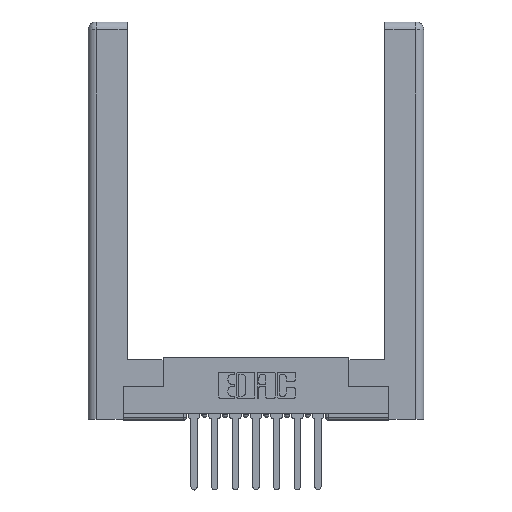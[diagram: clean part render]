
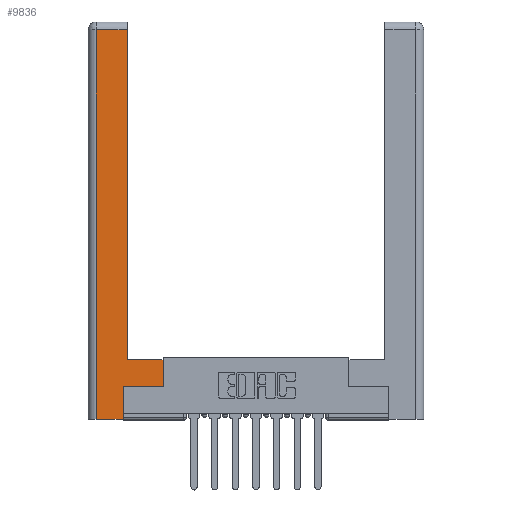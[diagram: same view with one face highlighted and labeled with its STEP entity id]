
A CAD part, top view. The second image highlights one B-rep face of the part: STEP entity #9836.
In plain terms, the highlighted planar face has unit normal (0, 0, 1).
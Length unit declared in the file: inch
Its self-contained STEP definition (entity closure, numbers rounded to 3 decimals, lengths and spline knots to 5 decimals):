
#61 = CARTESIAN_POINT ( 'NONE',  ( 0.0615, 0., 0. ) ) ;
#133 = CARTESIAN_POINT ( 'NONE',  ( 0.0615, 2.94, 0. ) ) ;
#270 = VECTOR ( 'NONE', #4275, 39.37008 ) ;
#543 = CARTESIAN_POINT ( 'NONE',  ( 0.265, 0.245, 0. ) ) ;
#851 = LINE ( 'NONE', #1836, #3219 ) ;
#1592 = DIRECTION ( 'NONE',  ( 0., 1., 0. ) ) ;
#1818 = DIRECTION ( 'NONE',  ( -1., 0., 0. ) ) ;
#1836 = CARTESIAN_POINT ( 'NONE',  ( 0.565, 0.245, 0. ) ) ;
#1877 = DIRECTION ( 'NONE',  ( 1., 0., 0. ) ) ;
#2699 = VERTEX_POINT ( 'NONE', #133 ) ;
#2914 = VECTOR ( 'NONE', #12123, 39.37008 ) ;
#2977 = CARTESIAN_POINT ( 'NONE',  ( 0.565, 0.45, 0. ) ) ;
#3186 = VERTEX_POINT ( 'NONE', #5969 ) ;
#3219 = VECTOR ( 'NONE', #1877, 39.37008 ) ;
#3349 = VECTOR ( 'NONE', #7983, 39.37008 ) ;
#3383 = VECTOR ( 'NONE', #1592, 39.37008 ) ;
#3431 = CARTESIAN_POINT ( 'NONE',  ( 0.295, 3., 0. ) ) ;
#4184 = LINE ( 'NONE', #4709, #12410 ) ;
#4275 = DIRECTION ( 'NONE',  ( 0., 1., 0. ) ) ;
#4312 = VERTEX_POINT ( 'NONE', #4972 ) ;
#4709 = CARTESIAN_POINT ( 'NONE',  ( 0.265, 0., 0. ) ) ;
#4888 = ORIENTED_EDGE ( 'NONE', *, *, #10597, .T. ) ;
#4972 = CARTESIAN_POINT ( 'NONE',  ( 0.295, 0.45, 0. ) ) ;
#5063 = LINE ( 'NONE', #11563, #5692 ) ;
#5085 = PLANE ( 'NONE',  #6167 ) ;
#5679 = ORIENTED_EDGE ( 'NONE', *, *, #7338, .T. ) ;
#5692 = VECTOR ( 'NONE', #1818, 39.37008 ) ;
#5832 = VERTEX_POINT ( 'NONE', #9577 ) ;
#5969 = CARTESIAN_POINT ( 'NONE',  ( 0.565, 0.245, 0. ) ) ;
#6085 = VECTOR ( 'NONE', #8959, 39.37008 ) ;
#6167 = AXIS2_PLACEMENT_3D ( 'NONE', #10899, #10987, #7057 ) ;
#6189 = VERTEX_POINT ( 'NONE', #9136 ) ;
#6390 = ORIENTED_EDGE ( 'NONE', *, *, #8291, .T. ) ;
#6650 = CARTESIAN_POINT ( 'NONE',  ( 0.565, 0.45, 0. ) ) ;
#6741 = EDGE_CURVE ( 'NONE', #2699, #10163, #8694, .T. ) ;
#6918 = ORIENTED_EDGE ( 'NONE', *, *, #6741, .T. ) ;
#7057 = DIRECTION ( 'NONE',  ( -1., 0., 0. ) ) ;
#7284 = LINE ( 'NONE', #10278, #2914 ) ;
#7338 = EDGE_CURVE ( 'NONE', #10163, #5832, #4184, .T. ) ;
#7446 = ORIENTED_EDGE ( 'NONE', *, *, #12546, .T. ) ;
#7859 = VERTEX_POINT ( 'NONE', #543 ) ;
#7983 = DIRECTION ( 'NONE',  ( -1., 0., 0. ) ) ;
#8291 = EDGE_CURVE ( 'NONE', #5832, #7859, #7284, .T. ) ;
#8514 = CARTESIAN_POINT ( 'NONE',  ( 0.0615, 0., 0. ) ) ;
#8541 = EDGE_LOOP ( 'NONE', ( #12744, #11307, #6918, #5679, #6390, #10230, #4888, #7446 ) ) ;
#8660 = LINE ( 'NONE', #6650, #3383 ) ;
#8694 = LINE ( 'NONE', #61, #6085 ) ;
#8705 = EDGE_CURVE ( 'NONE', #7859, #3186, #851, .T. ) ;
#8959 = DIRECTION ( 'NONE',  ( 0., -1., 0. ) ) ;
#9000 = FACE_OUTER_BOUND ( 'NONE', #8541, .T. ) ;
#9136 = CARTESIAN_POINT ( 'NONE',  ( 0.295, 2.94, 0. ) ) ;
#9214 = VERTEX_POINT ( 'NONE', #2977 ) ;
#9444 = EDGE_CURVE ( 'NONE', #4312, #6189, #12757, .T. ) ;
#9577 = CARTESIAN_POINT ( 'NONE',  ( 0.265, 0., 0. ) ) ;
#9836 = ADVANCED_FACE ( 'NONE', ( #9000 ), #5085, .F. ) ;
#10163 = VERTEX_POINT ( 'NONE', #8514 ) ;
#10230 = ORIENTED_EDGE ( 'NONE', *, *, #8705, .T. ) ;
#10278 = CARTESIAN_POINT ( 'NONE',  ( 0.265, 0.245, 0. ) ) ;
#10597 = EDGE_CURVE ( 'NONE', #3186, #9214, #8660, .T. ) ;
#10656 = DIRECTION ( 'NONE',  ( 1., 0., 0. ) ) ;
#10899 = CARTESIAN_POINT ( 'NONE',  ( 0., 0., 0. ) ) ;
#10922 = CARTESIAN_POINT ( 'NONE',  ( 0.0615, 2.94, 0. ) ) ;
#10987 = DIRECTION ( 'NONE',  ( 0., 0., -1. ) ) ;
#11307 = ORIENTED_EDGE ( 'NONE', *, *, #11985, .T. ) ;
#11563 = CARTESIAN_POINT ( 'NONE',  ( 0.295, 0.45, 0. ) ) ;
#11985 = EDGE_CURVE ( 'NONE', #6189, #2699, #12692, .T. ) ;
#12123 = DIRECTION ( 'NONE',  ( 0., 1., 0. ) ) ;
#12410 = VECTOR ( 'NONE', #10656, 39.37008 ) ;
#12546 = EDGE_CURVE ( 'NONE', #9214, #4312, #5063, .T. ) ;
#12692 = LINE ( 'NONE', #10922, #3349 ) ;
#12744 = ORIENTED_EDGE ( 'NONE', *, *, #9444, .T. ) ;
#12757 = LINE ( 'NONE', #3431, #270 ) ;
